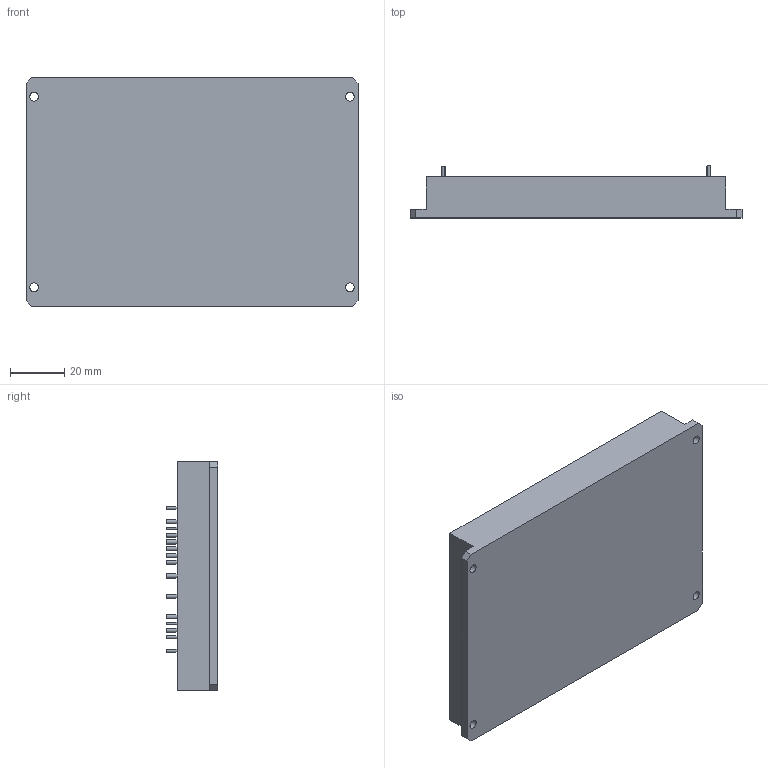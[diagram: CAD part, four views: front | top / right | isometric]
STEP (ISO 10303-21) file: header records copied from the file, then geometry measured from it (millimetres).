
FILE_DESCRIPTION(('STEP AP214'), '1');
FILE_NAME('TESAV500-230WSxx-F7-õU', '', ('UNSPECIFIED'), ('UNSPECIFIED'), 'ASCON STEP Converter 1.3', 'ASCON Math Kernel', '');
FILE_SCHEMA(('AUTOMOTIVE_DESIGN { 1 0 10303 214 3 1 1}'));
Length unit declared in the file: millimetre
Bounding box: 122 x 19 x 84 mm (x, y, z)
Volume: 141592.5 mm3; surface area: 26686.1 mm2
Topology: 1 solids, 1 shells, 1231 faces, 3552 edges, 2368 vertices
Faces by surface type: plane 703, cylinder 528
Full cylindrical faces by diameter (mm): 1 x6, 1.5 x10, 3.2 x4
Entity records: 50405 total; most frequent: CARTESIAN_POINT 7132, ORIENTED_EDGE 7064, DIRECTION 7052, EDGE_CURVE 3532, LINE 2476, VECTOR 2476, VERTEX_POINT 2368, AXIS2_PLACEMENT_3D 2288
